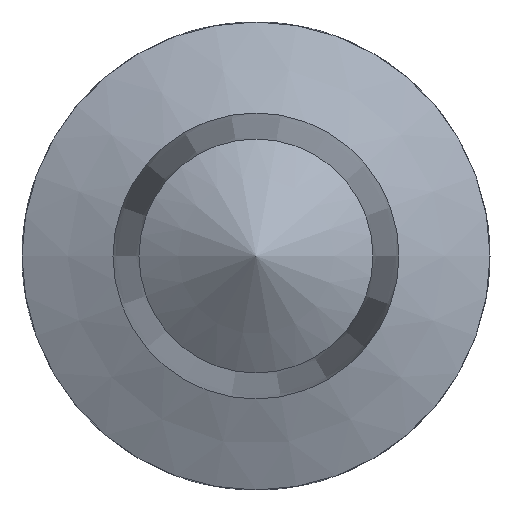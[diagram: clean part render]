
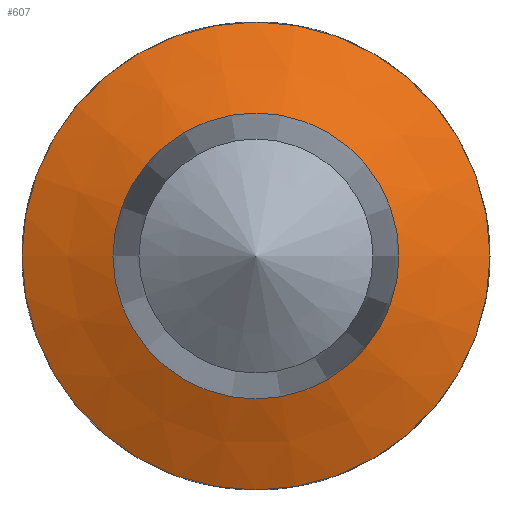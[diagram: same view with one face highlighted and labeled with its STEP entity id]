
A CAD part, left-side view. The second image highlights one B-rep face of the part: STEP entity #607.
In plain terms, the highlighted conical face has half-angle 66.801 degrees and reference radius 7.25 mm.
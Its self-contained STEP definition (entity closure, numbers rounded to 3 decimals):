
#47=CIRCLE('',#669,9.);
#50=CIRCLE('',#678,5.5);
#74=CONICAL_SURFACE('',#679,7.25,1.166);
#106=FACE_OUTER_BOUND('',#140,.T.);
#140=EDGE_LOOP('',(#555,#556,#557,#558));
#187=LINE('',#1171,#234);
#234=VECTOR('',#826,7.25);
#289=VERTEX_POINT('',#1147);
#294=VERTEX_POINT('',#1167);
#372=EDGE_CURVE('',#289,#289,#47,.T.);
#380=EDGE_CURVE('',#294,#294,#50,.T.);
#382=EDGE_CURVE('',#289,#294,#187,.T.);
#555=ORIENTED_EDGE('',*,*,#372,.F.);
#556=ORIENTED_EDGE('',*,*,#382,.T.);
#557=ORIENTED_EDGE('',*,*,#380,.T.);
#558=ORIENTED_EDGE('',*,*,#382,.F.);
#607=ADVANCED_FACE('',(#106),#74,.T.);
#669=AXIS2_PLACEMENT_3D('',#1149,#798,#799);
#678=AXIS2_PLACEMENT_3D('',#1168,#821,#822);
#679=AXIS2_PLACEMENT_3D('',#1170,#824,#825);
#798=DIRECTION('center_axis',(1.,0.,0.));
#799=DIRECTION('ref_axis',(0.,0.,-1.));
#821=DIRECTION('center_axis',(1.,0.,0.));
#822=DIRECTION('ref_axis',(0.,0.,-1.));
#824=DIRECTION('center_axis',(1.,0.,0.));
#825=DIRECTION('ref_axis',(0.,1.,0.));
#826=DIRECTION('',(-0.394,0.919,0.));
#1147=CARTESIAN_POINT('',(40.5,-9.,0.));
#1149=CARTESIAN_POINT('Origin',(40.5,0.,0.));
#1167=CARTESIAN_POINT('',(39.,-5.5,0.));
#1168=CARTESIAN_POINT('Origin',(39.,0.,0.));
#1170=CARTESIAN_POINT('Origin',(39.75,0.,0.));
#1171=CARTESIAN_POINT('',(39.75,-7.25,0.));
